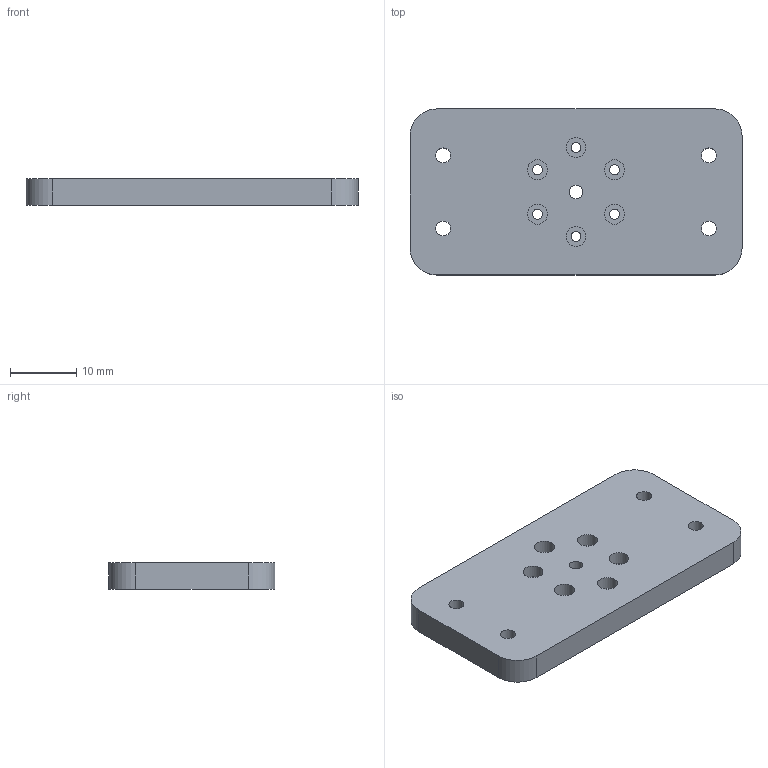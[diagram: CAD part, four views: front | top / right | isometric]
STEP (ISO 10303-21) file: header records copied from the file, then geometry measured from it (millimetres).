
FILE_DESCRIPTION(/* description */ ('','CAx-IF Rec.Pracs.---Representation and Presentation of Product Manufacturing Information (PMI)---4.0---2014-10-13'),/* implementation_level */ '2;1');
FILE_NAME(/* name */ 'resense-hex21-adapter.step',/* time_stamp */ '2025-03-07T13:19:16+01:00',/* author */ (''),/* organization */ (''),/* preprocessor_version */ 'ST-DEVELOPER v20',/* originating_system */ 'Autodesk Translation Framework v13.20.0.188',/* authorisation */ '');
FILE_SCHEMA (('AP242_MANAGED_MODEL_BASED_3D_ENGINEERING_MIM_LF { 1 0 10303 442 1 1 4 }'));
Length unit declared in the file: millimetre
Products named in the file (1): resense-hex21-adapter
Bounding box: 50 x 25 x 4 mm (x, y, z)
Volume: 4413.5 mm3; surface area: 3326.6 mm2
Topology: 1 solids, 1 shells, 35 faces, 78 edges, 52 vertices
Faces by surface type: cylinder 22, plane 13
Full cylindrical faces by diameter (mm): 1.5 x6, 2 x1, 2.25 x4, 3 x6, 21.5 x1
Entity records: 1080 total; most frequent: DIRECTION 194, CARTESIAN_POINT 166, ORIENTED_EDGE 156, AXIS2_PLACEMENT_3D 80, EDGE_CURVE 78, EDGE_LOOP 64, VERTEX_POINT 52, CIRCLE 44
